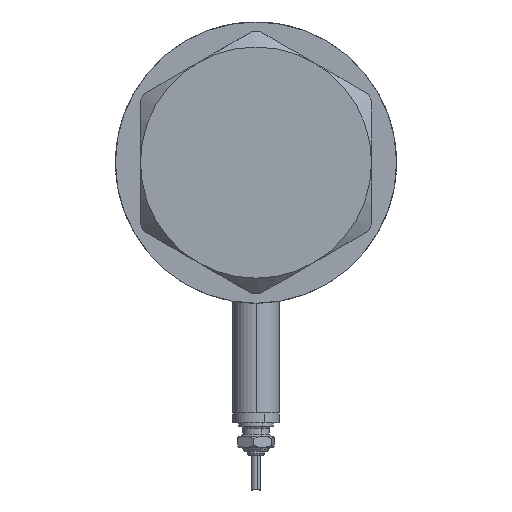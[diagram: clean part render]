
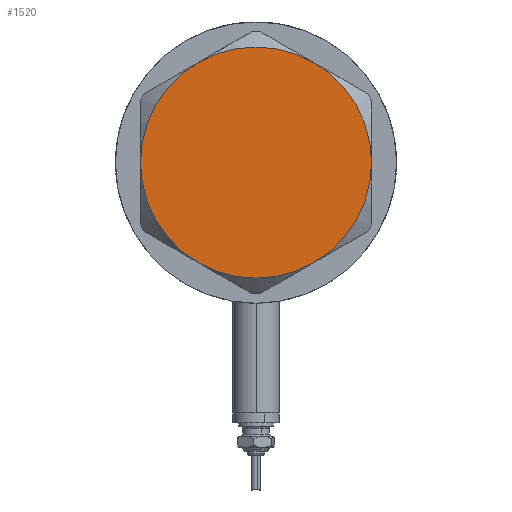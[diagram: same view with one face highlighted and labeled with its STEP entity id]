
A CAD part, left-side view. The second image highlights one B-rep face of the part: STEP entity #1520.
In plain terms, the highlighted face is planar.
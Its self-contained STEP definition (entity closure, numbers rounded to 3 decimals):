
#10 = AXIS2_PLACEMENT_3D ( 'NONE', #4007, #1772, #2631 ) ;
#11 = CARTESIAN_POINT ( 'NONE',  ( -15., 25.981, 14.5 ) ) ;
#296 = CARTESIAN_POINT ( 'NONE',  ( 0., 0., 14.5 ) ) ;
#399 = CARTESIAN_POINT ( 'NONE',  ( 0., 0., 14.5 ) ) ;
#442 = DIRECTION ( 'NONE',  ( 0., 0., 1. ) ) ;
#482 = EDGE_CURVE ( 'NONE', #3305, #1547, #3741, .T. ) ;
#501 = ORIENTED_EDGE ( 'NONE', *, *, #3036, .T. ) ;
#538 = DIRECTION ( 'NONE',  ( 1., 0., 0. ) ) ;
#606 = DIRECTION ( 'NONE',  ( 1., 0., 0. ) ) ;
#767 = VERTEX_POINT ( 'NONE', #3328 ) ;
#929 = DIRECTION ( 'NONE',  ( 0., 0., 1. ) ) ;
#989 = CIRCLE ( 'NONE', #2627, 30. ) ;
#1056 = ORIENTED_EDGE ( 'NONE', *, *, #5153, .T. ) ;
#1252 = CARTESIAN_POINT ( 'NONE',  ( 15., -25.981, 14.5 ) ) ;
#1361 = AXIS2_PLACEMENT_3D ( 'NONE', #296, #3831, #1617 ) ;
#1418 = ORIENTED_EDGE ( 'NONE', *, *, #482, .T. ) ;
#1520 = ADVANCED_FACE ( 'NONE', ( #5785 ), #5309, .T. ) ;
#1547 = VERTEX_POINT ( 'NONE', #1252 ) ;
#1567 = DIRECTION ( 'NONE',  ( 0., 0., 1. ) ) ;
#1593 = ORIENTED_EDGE ( 'NONE', *, *, #5147, .T. ) ;
#1617 = DIRECTION ( 'NONE',  ( 1., 0., 0. ) ) ;
#1689 = CARTESIAN_POINT ( 'NONE',  ( 30., 0., 14.5 ) ) ;
#1772 = DIRECTION ( 'NONE',  ( 0., 0., 1. ) ) ;
#1979 = CIRCLE ( 'NONE', #5512, 30. ) ;
#2076 = CIRCLE ( 'NONE', #5430, 30. ) ;
#2266 = DIRECTION ( 'NONE',  ( 1., 0., 0. ) ) ;
#2348 = CARTESIAN_POINT ( 'NONE',  ( 0., 0., 14.5 ) ) ;
#2463 = ORIENTED_EDGE ( 'NONE', *, *, #5184, .T. ) ;
#2627 = AXIS2_PLACEMENT_3D ( 'NONE', #399, #4070, #3940 ) ;
#2631 = DIRECTION ( 'NONE',  ( 1., 0., 0. ) ) ;
#2702 = CARTESIAN_POINT ( 'NONE',  ( 0., 0., 14.5 ) ) ;
#2920 = EDGE_LOOP ( 'NONE', ( #1593, #2463, #5342, #501, #1056, #1418 ) ) ;
#2929 = EDGE_CURVE ( 'NONE', #767, #4472, #4248, .T. ) ;
#3036 = EDGE_CURVE ( 'NONE', #4472, #5349, #989, .T. ) ;
#3193 = AXIS2_PLACEMENT_3D ( 'NONE', #4755, #1567, #606 ) ;
#3305 = VERTEX_POINT ( 'NONE', #3410 ) ;
#3328 = CARTESIAN_POINT ( 'NONE',  ( 15., 25.981, 14.5 ) ) ;
#3404 = VERTEX_POINT ( 'NONE', #1689 ) ;
#3410 = CARTESIAN_POINT ( 'NONE',  ( -15., -25.981, 14.5 ) ) ;
#3661 = DIRECTION ( 'NONE',  ( 0., 0., 1. ) ) ;
#3697 = AXIS2_PLACEMENT_3D ( 'NONE', #2348, #3661, #2266 ) ;
#3741 = CIRCLE ( 'NONE', #10, 30. ) ;
#3831 = DIRECTION ( 'NONE',  ( 0., 0., 1. ) ) ;
#3940 = DIRECTION ( 'NONE',  ( 1., 0., 0. ) ) ;
#4007 = CARTESIAN_POINT ( 'NONE',  ( 0., 0., 14.5 ) ) ;
#4070 = DIRECTION ( 'NONE',  ( 0., 0., 1. ) ) ;
#4089 = DIRECTION ( 'NONE',  ( 1., 0., 0. ) ) ;
#4248 = CIRCLE ( 'NONE', #3193, 30. ) ;
#4472 = VERTEX_POINT ( 'NONE', #11 ) ;
#4676 = CARTESIAN_POINT ( 'NONE',  ( -30., 0., 14.5 ) ) ;
#4755 = CARTESIAN_POINT ( 'NONE',  ( 0., 0., 14.5 ) ) ;
#5147 = EDGE_CURVE ( 'NONE', #1547, #3404, #1979, .T. ) ;
#5153 = EDGE_CURVE ( 'NONE', #5349, #3305, #5326, .T. ) ;
#5184 = EDGE_CURVE ( 'NONE', #3404, #767, #2076, .T. ) ;
#5309 = PLANE ( 'NONE',  #1361 ) ;
#5326 = CIRCLE ( 'NONE', #3697, 30. ) ;
#5342 = ORIENTED_EDGE ( 'NONE', *, *, #2929, .T. ) ;
#5349 = VERTEX_POINT ( 'NONE', #4676 ) ;
#5430 = AXIS2_PLACEMENT_3D ( 'NONE', #2702, #929, #4089 ) ;
#5512 = AXIS2_PLACEMENT_3D ( 'NONE', #5573, #442, #538 ) ;
#5573 = CARTESIAN_POINT ( 'NONE',  ( 0., 0., 14.5 ) ) ;
#5785 = FACE_OUTER_BOUND ( 'NONE', #2920, .T. ) ;
